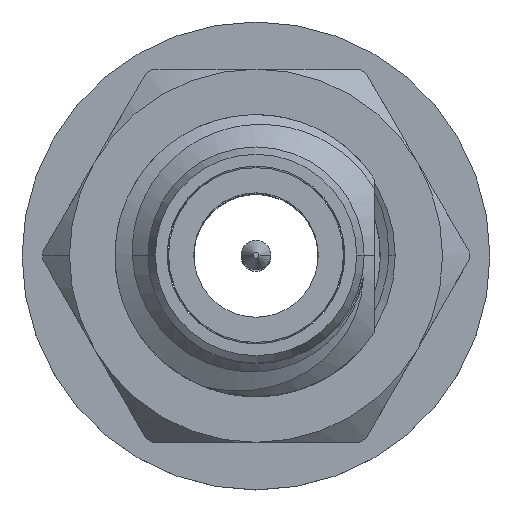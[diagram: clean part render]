
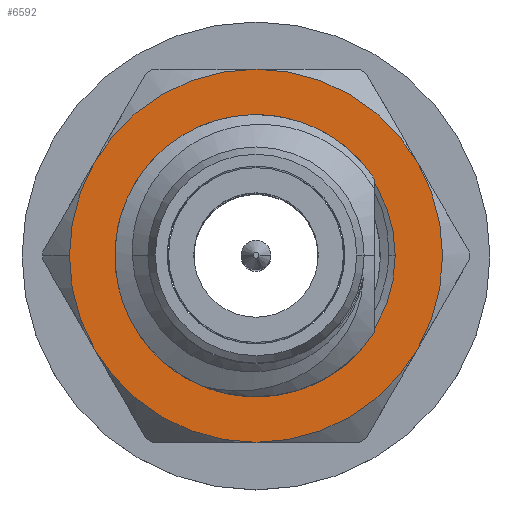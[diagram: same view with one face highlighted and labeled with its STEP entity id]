
A CAD part, top view. The second image highlights one B-rep face of the part: STEP entity #6592.
In plain terms, the highlighted planar face has unit normal (0, 0, 1).
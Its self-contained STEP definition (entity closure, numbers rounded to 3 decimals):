
#29 = DIRECTION ( 'NONE',  ( 0., 0., 1. ) ) ;
#310 = CARTESIAN_POINT ( 'NONE',  ( 0., 0., 8.146 ) ) ;
#328 = CIRCLE ( 'NONE', #2302, 3.15 ) ;
#341 = CARTESIAN_POINT ( 'NONE',  ( 0., -3.15, 8.146 ) ) ;
#501 = AXIS2_PLACEMENT_3D ( 'NONE', #6390, #5193, #6312 ) ;
#513 = EDGE_CURVE ( 'NONE', #3239, #2913, #5161, .T. ) ;
#564 = DIRECTION ( 'NONE',  ( 1., -0.001, 0. ) ) ;
#620 = ORIENTED_EDGE ( 'NONE', *, *, #4577, .T. ) ;
#632 = AXIS2_PLACEMENT_3D ( 'NONE', #4445, #3250, #5763 ) ;
#874 = FACE_BOUND ( 'NONE', #5377, .T. ) ;
#1093 = DIRECTION ( 'NONE',  ( 1., -0.001, 0. ) ) ;
#1125 = ORIENTED_EDGE ( 'NONE', *, *, #5180, .T. ) ;
#1196 = EDGE_CURVE ( 'NONE', #2073, #7910, #2430, .T. ) ;
#1306 = DIRECTION ( 'NONE',  ( 1., -0.001, 0. ) ) ;
#1359 = DIRECTION ( 'NONE',  ( 1., -0.001, 0. ) ) ;
#1458 = VERTEX_POINT ( 'NONE', #2454 ) ;
#1462 = EDGE_CURVE ( 'NONE', #1458, #4462, #328, .T. ) ;
#1755 = CARTESIAN_POINT ( 'NONE',  ( 0., 0., 8.146 ) ) ;
#1967 = DIRECTION ( 'NONE',  ( 0., 0., 1. ) ) ;
#2034 = ORIENTED_EDGE ( 'NONE', *, *, #3592, .T. ) ;
#2073 = VERTEX_POINT ( 'NONE', #6299 ) ;
#2228 = CARTESIAN_POINT ( 'NONE',  ( 2.728, -1.575, 8.146 ) ) ;
#2302 = AXIS2_PLACEMENT_3D ( 'NONE', #1755, #3760, #1306 ) ;
#2348 = CARTESIAN_POINT ( 'NONE',  ( 0., 0., 8.146 ) ) ;
#2430 = CIRCLE ( 'NONE', #2821, 2.35 ) ;
#2454 = CARTESIAN_POINT ( 'NONE',  ( 0., 3.15, 8.146 ) ) ;
#2763 = CARTESIAN_POINT ( 'NONE',  ( 0., 0., 8.146 ) ) ;
#2821 = AXIS2_PLACEMENT_3D ( 'NONE', #310, #4704, #1093 ) ;
#2890 = CARTESIAN_POINT ( 'NONE',  ( 0., 0., 8.146 ) ) ;
#2913 = VERTEX_POINT ( 'NONE', #3466 ) ;
#2925 = PLANE ( 'NONE',  #3507 ) ;
#3018 = CARTESIAN_POINT ( 'NONE',  ( 0., 0., 8.146 ) ) ;
#3028 = CARTESIAN_POINT ( 'NONE',  ( 2.35, -0.002, 8.146 ) ) ;
#3038 = EDGE_CURVE ( 'NONE', #6626, #3712, #3618, .T. ) ;
#3057 = DIRECTION ( 'NONE',  ( 1., -0.001, 0. ) ) ;
#3239 = VERTEX_POINT ( 'NONE', #6576 ) ;
#3250 = DIRECTION ( 'NONE',  ( 0., 0., -1. ) ) ;
#3255 = CIRCLE ( 'NONE', #4835, 3.15 ) ;
#3372 = FACE_OUTER_BOUND ( 'NONE', #3572, .T. ) ;
#3423 = CARTESIAN_POINT ( 'NONE',  ( -2.728, 1.575, 8.146 ) ) ;
#3466 = CARTESIAN_POINT ( 'NONE',  ( -2.728, -1.575, 8.146 ) ) ;
#3484 = VERTEX_POINT ( 'NONE', #8006 ) ;
#3507 = AXIS2_PLACEMENT_3D ( 'NONE', #2890, #5429, #7320 ) ;
#3572 = EDGE_LOOP ( 'NONE', ( #2034, #7716, #4488, #5517, #6192, #6868, #3716 ) ) ;
#3592 = EDGE_CURVE ( 'NONE', #4570, #1458, #3625, .T. ) ;
#3618 = CIRCLE ( 'NONE', #4800, 3.15 ) ;
#3625 = CIRCLE ( 'NONE', #4148, 3.15 ) ;
#3712 = VERTEX_POINT ( 'NONE', #2228 ) ;
#3716 = ORIENTED_EDGE ( 'NONE', *, *, #5240, .T. ) ;
#3760 = DIRECTION ( 'NONE',  ( 0., 0., 1. ) ) ;
#4038 = ORIENTED_EDGE ( 'NONE', *, *, #1196, .T. ) ;
#4148 = AXIS2_PLACEMENT_3D ( 'NONE', #6978, #4508, #1359 ) ;
#4445 = CARTESIAN_POINT ( 'NONE',  ( 0., 0., 8.146 ) ) ;
#4457 = DIRECTION ( 'NONE',  ( 1., -0.001, 0. ) ) ;
#4462 = VERTEX_POINT ( 'NONE', #3423 ) ;
#4488 = ORIENTED_EDGE ( 'NONE', *, *, #5035, .T. ) ;
#4508 = DIRECTION ( 'NONE',  ( 0., 0., 1. ) ) ;
#4559 = CARTESIAN_POINT ( 'NONE',  ( 2.728, 1.575, 8.146 ) ) ;
#4570 = VERTEX_POINT ( 'NONE', #4559 ) ;
#4577 = EDGE_CURVE ( 'NONE', #3484, #2073, #7828, .T. ) ;
#4704 = DIRECTION ( 'NONE',  ( 0., 0., -1. ) ) ;
#4800 = AXIS2_PLACEMENT_3D ( 'NONE', #3018, #6787, #3057 ) ;
#4830 = CIRCLE ( 'NONE', #7577, 3.15 ) ;
#4835 = AXIS2_PLACEMENT_3D ( 'NONE', #5070, #1967, #4457 ) ;
#4961 = CIRCLE ( 'NONE', #501, 2.35 ) ;
#5008 = DIRECTION ( 'NONE',  ( 1., -0.001, 0. ) ) ;
#5035 = EDGE_CURVE ( 'NONE', #4462, #3239, #5475, .T. ) ;
#5070 = CARTESIAN_POINT ( 'NONE',  ( 0., 0., 8.146 ) ) ;
#5161 = CIRCLE ( 'NONE', #6474, 3.15 ) ;
#5180 = EDGE_CURVE ( 'NONE', #7910, #3484, #4961, .T. ) ;
#5193 = DIRECTION ( 'NONE',  ( 0., 0., -1. ) ) ;
#5240 = EDGE_CURVE ( 'NONE', #3712, #4570, #4830, .T. ) ;
#5377 = EDGE_LOOP ( 'NONE', ( #4038, #1125, #620 ) ) ;
#5429 = DIRECTION ( 'NONE',  ( 0., 0., 1. ) ) ;
#5475 = CIRCLE ( 'NONE', #5611, 3.15 ) ;
#5517 = ORIENTED_EDGE ( 'NONE', *, *, #513, .T. ) ;
#5611 = AXIS2_PLACEMENT_3D ( 'NONE', #6226, #29, #564 ) ;
#5763 = DIRECTION ( 'NONE',  ( 1., -0.001, 0. ) ) ;
#5985 = EDGE_CURVE ( 'NONE', #2913, #6626, #3255, .T. ) ;
#6163 = DIRECTION ( 'NONE',  ( 0., 0., 1. ) ) ;
#6192 = ORIENTED_EDGE ( 'NONE', *, *, #5985, .T. ) ;
#6226 = CARTESIAN_POINT ( 'NONE',  ( 0., 0., 8.146 ) ) ;
#6299 = CARTESIAN_POINT ( 'NONE',  ( 0.002, 2.35, 8.146 ) ) ;
#6312 = DIRECTION ( 'NONE',  ( 1., -0.001, 0. ) ) ;
#6390 = CARTESIAN_POINT ( 'NONE',  ( 0., 0., 8.146 ) ) ;
#6474 = AXIS2_PLACEMENT_3D ( 'NONE', #2348, #6163, #5008 ) ;
#6538 = DIRECTION ( 'NONE',  ( 1., -0.001, 0. ) ) ;
#6576 = CARTESIAN_POINT ( 'NONE',  ( -3.15, 0.002, 8.146 ) ) ;
#6592 = ADVANCED_FACE ( 'NONE', ( #874, #3372 ), #2925, .T. ) ;
#6626 = VERTEX_POINT ( 'NONE', #341 ) ;
#6787 = DIRECTION ( 'NONE',  ( 0., 0., 1. ) ) ;
#6868 = ORIENTED_EDGE ( 'NONE', *, *, #3038, .T. ) ;
#6978 = CARTESIAN_POINT ( 'NONE',  ( 0., 0., 8.146 ) ) ;
#7320 = DIRECTION ( 'NONE',  ( 1., -0.001, 0. ) ) ;
#7577 = AXIS2_PLACEMENT_3D ( 'NONE', #2763, #7758, #6538 ) ;
#7716 = ORIENTED_EDGE ( 'NONE', *, *, #1462, .T. ) ;
#7758 = DIRECTION ( 'NONE',  ( 0., 0., 1. ) ) ;
#7828 = CIRCLE ( 'NONE', #632, 2.35 ) ;
#7910 = VERTEX_POINT ( 'NONE', #3028 ) ;
#8006 = CARTESIAN_POINT ( 'NONE',  ( -2.35, 0.002, 8.146 ) ) ;
